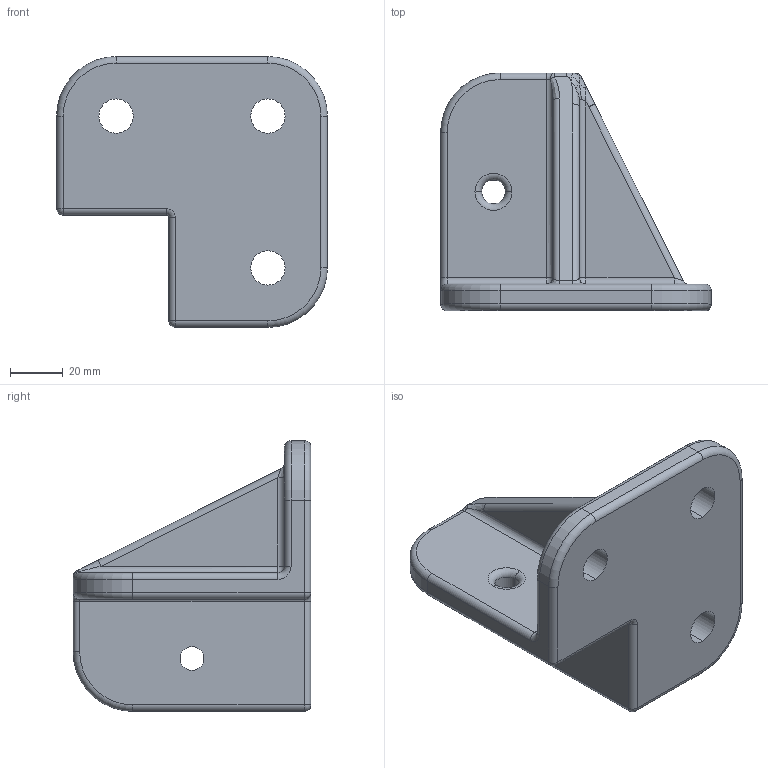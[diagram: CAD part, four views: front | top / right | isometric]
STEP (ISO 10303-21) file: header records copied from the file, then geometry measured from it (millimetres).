
FILE_DESCRIPTION (( 'STEP AP203' ), '1' );
FILE_NAME ('33-45452S-0.STEP', '2022-02-08T19:08:10', ( '' ), ( '' ), 'SwSTEP 2.0', 'SolidWorks 2021', '' );
FILE_SCHEMA (( 'CONFIG_CONTROL_DESIGN' ));
Length unit declared in the file: millimetre
Products named in the file (1): 33-45452S-0
Bounding box: 102.5 x 90 x 102.5 mm (x, y, z)
Volume: 182893.6 mm3; surface area: 41069.5 mm2
Topology: 1 solids, 1 shells, 110 faces, 259 edges, 144 vertices
Faces by surface type: cylinder 51, torus 20, plane 17, bspline 15, sphere 7
Entity records: 4101 total; most frequent: CARTESIAN_POINT 1591, DIRECTION 526, ORIENTED_EDGE 504, EDGE_CURVE 252, AXIS2_PLACEMENT_3D 217, VERTEX_POINT 144, CIRCLE 121, EDGE_LOOP 120
